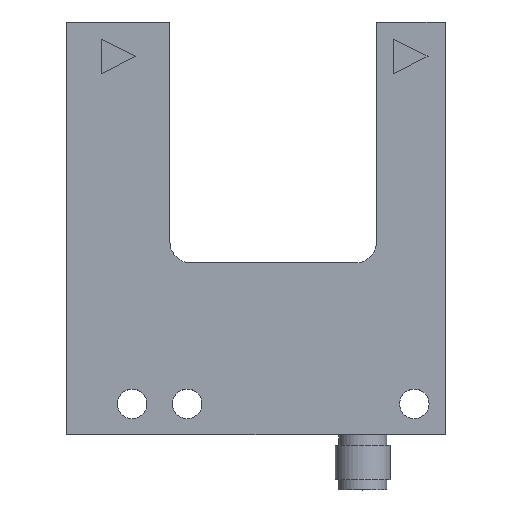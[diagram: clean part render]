
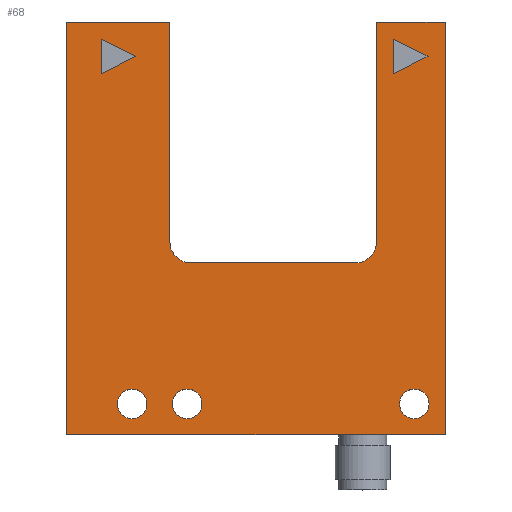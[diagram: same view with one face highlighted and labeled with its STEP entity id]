
A CAD part, top view. The second image highlights one B-rep face of the part: STEP entity #68.
In plain terms, the highlighted planar face has unit normal (0, 0, 1).
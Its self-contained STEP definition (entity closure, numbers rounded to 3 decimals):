
#68=ADVANCED_FACE('',(#172,#173,#174,#175,#176,#177),#178,.T.);
#172=FACE_BOUND('',#322,.T.);
#173=FACE_BOUND('',#323,.T.);
#174=FACE_BOUND('',#324,.T.);
#175=FACE_BOUND('',#325,.T.);
#176=FACE_BOUND('',#326,.T.);
#177=FACE_OUTER_BOUND('',#327,.T.);
#178=PLANE('',#328);
#322=EDGE_LOOP('',(#466,#467,#468));
#323=EDGE_LOOP('',(#469,#470,#471));
#324=EDGE_LOOP('',(#472,#473));
#325=EDGE_LOOP('',(#474,#475));
#326=EDGE_LOOP('',(#476,#477));
#327=EDGE_LOOP('',(#478,#479,#480,#481,#482,#483,#484,#485,#486,#487,#488,#489));
#328=AXIS2_PLACEMENT_3D('',#490,#491,#492);
#466=ORIENTED_EDGE('',*,*,#843,.T.);
#467=ORIENTED_EDGE('',*,*,#844,.T.);
#468=ORIENTED_EDGE('',*,*,#845,.T.);
#469=ORIENTED_EDGE('',*,*,#846,.T.);
#470=ORIENTED_EDGE('',*,*,#847,.T.);
#471=ORIENTED_EDGE('',*,*,#848,.T.);
#472=ORIENTED_EDGE('',*,*,#849,.T.);
#473=ORIENTED_EDGE('',*,*,#850,.T.);
#474=ORIENTED_EDGE('',*,*,#851,.T.);
#475=ORIENTED_EDGE('',*,*,#852,.T.);
#476=ORIENTED_EDGE('',*,*,#853,.T.);
#477=ORIENTED_EDGE('',*,*,#854,.T.);
#478=ORIENTED_EDGE('',*,*,#855,.F.);
#479=ORIENTED_EDGE('',*,*,#856,.F.);
#480=ORIENTED_EDGE('',*,*,#857,.F.);
#481=ORIENTED_EDGE('',*,*,#858,.F.);
#482=ORIENTED_EDGE('',*,*,#859,.F.);
#483=ORIENTED_EDGE('',*,*,#860,.F.);
#484=ORIENTED_EDGE('',*,*,#861,.F.);
#485=ORIENTED_EDGE('',*,*,#862,.F.);
#486=ORIENTED_EDGE('',*,*,#863,.F.);
#487=ORIENTED_EDGE('',*,*,#864,.F.);
#488=ORIENTED_EDGE('',*,*,#865,.F.);
#489=ORIENTED_EDGE('',*,*,#866,.F.);
#490=CARTESIAN_POINT('',(0.567,3.46,5.0));
#491=DIRECTION('',(0.0,0.0,1.0));
#492=DIRECTION('',(1.0,0.0,0.0));
#843=EDGE_CURVE('',#989,#990,#991,.T.);
#844=EDGE_CURVE('',#990,#992,#993,.T.);
#845=EDGE_CURVE('',#992,#989,#994,.T.);
#846=EDGE_CURVE('',#995,#996,#997,.T.);
#847=EDGE_CURVE('',#996,#998,#999,.T.);
#848=EDGE_CURVE('',#998,#995,#1000,.T.);
#849=EDGE_CURVE('',#1001,#1002,#1003,.T.);
#850=EDGE_CURVE('',#1002,#1001,#1004,.T.);
#851=EDGE_CURVE('',#1005,#1006,#1007,.T.);
#852=EDGE_CURVE('',#1006,#1005,#1008,.T.);
#853=EDGE_CURVE('',#1009,#1010,#1011,.T.);
#854=EDGE_CURVE('',#1010,#1009,#1012,.T.);
#855=EDGE_CURVE('',#1013,#1014,#1015,.T.);
#856=EDGE_CURVE('',#1016,#1013,#1017,.T.);
#857=EDGE_CURVE('',#1018,#1016,#1019,.T.);
#858=EDGE_CURVE('',#1020,#1018,#1021,.T.);
#859=EDGE_CURVE('',#1022,#1020,#1023,.T.);
#860=EDGE_CURVE('',#1024,#1022,#1025,.T.);
#861=EDGE_CURVE('',#1026,#1024,#1027,.T.);
#862=EDGE_CURVE('',#1028,#1026,#1029,.T.);
#863=EDGE_CURVE('',#1030,#1028,#1031,.T.);
#864=EDGE_CURVE('',#1032,#1030,#1033,.T.);
#865=EDGE_CURVE('',#1034,#1032,#1035,.T.);
#866=EDGE_CURVE('',#1014,#1034,#1036,.T.);
#989=VERTEX_POINT('',#1203);
#990=VERTEX_POINT('',#1204);
#991=LINE('',#1205,#1206);
#992=VERTEX_POINT('',#1207);
#993=LINE('',#1208,#1209);
#994=LINE('',#1210,#1211);
#995=VERTEX_POINT('',#1212);
#996=VERTEX_POINT('',#1213);
#997=LINE('',#1214,#1215);
#998=VERTEX_POINT('',#1216);
#999=LINE('',#1217,#1218);
#1000=LINE('',#1219,#1220);
#1001=VERTEX_POINT('',#1221);
#1002=VERTEX_POINT('',#1222);
#1003=CIRCLE('',#1223,2.15);
#1004=CIRCLE('',#1224,2.15);
#1005=VERTEX_POINT('',#1225);
#1006=VERTEX_POINT('',#1226);
#1007=CIRCLE('',#1227,2.15);
#1008=CIRCLE('',#1228,2.15);
#1009=VERTEX_POINT('',#1229);
#1010=VERTEX_POINT('',#1230);
#1011=CIRCLE('',#1231,2.15);
#1012=CIRCLE('',#1232,2.15);
#1013=VERTEX_POINT('',#1233);
#1014=VERTEX_POINT('',#1234);
#1015=LINE('',#1235,#1236);
#1016=VERTEX_POINT('',#1237);
#1017=LINE('',#1238,#1239);
#1018=VERTEX_POINT('',#1240);
#1019=LINE('',#1241,#1242);
#1020=VERTEX_POINT('',#1243);
#1021=LINE('',#1244,#1245);
#1022=VERTEX_POINT('',#1246);
#1023=LINE('',#1247,#1248);
#1024=VERTEX_POINT('',#1249);
#1025=CIRCLE('',#1250,3.0);
#1026=VERTEX_POINT('',#1251);
#1027=CIRCLE('',#1252,3.0);
#1028=VERTEX_POINT('',#1253);
#1029=LINE('',#1254,#1255);
#1030=VERTEX_POINT('',#1256);
#1031=CIRCLE('',#1257,3.0);
#1032=VERTEX_POINT('',#1258);
#1033=CIRCLE('',#1259,3.0);
#1034=VERTEX_POINT('',#1260);
#1035=LINE('',#1261,#1262);
#1036=LINE('',#1263,#1264);
#1203=CARTESIAN_POINT('',(25.0,29.0,5.0));
#1204=CARTESIAN_POINT('',(20.0,26.5,5.0));
#1205=CARTESIAN_POINT('',(10.119,21.559,5.0));
#1206=VECTOR('',#1478,1.0);
#1207=CARTESIAN_POINT('',(20.0,31.5,5.0));
#1208=CARTESIAN_POINT('',(20.0,14.98,5.0));
#1209=VECTOR('',#1479,1.0);
#1210=CARTESIAN_POINT('',(17.835,32.583,5.0));
#1211=VECTOR('',#1480,1.0);
#1212=CARTESIAN_POINT('',(-17.5,29.0,5.0));
#1213=CARTESIAN_POINT('',(-22.5,26.5,5.0));
#1214=CARTESIAN_POINT('',(-15.381,30.059,5.0));
#1215=VECTOR('',#1481,1.0);
#1216=CARTESIAN_POINT('',(-22.5,31.5,5.0));
#1217=CARTESIAN_POINT('',(-22.5,14.98,5.0));
#1218=VECTOR('',#1482,1.0);
#1219=CARTESIAN_POINT('',(-7.665,24.083,5.0));
#1220=VECTOR('',#1483,1.0);
#1221=CARTESIAN_POINT('',(25.15,-21.5,5.0));
#1222=CARTESIAN_POINT('',(20.85,-21.5,5.0));
#1223=AXIS2_PLACEMENT_3D('',#1484,#1485,#1486);
#1224=AXIS2_PLACEMENT_3D('',#1487,#1488,#1489);
#1225=CARTESIAN_POINT('',(-7.85,-21.5,5.0));
#1226=CARTESIAN_POINT('',(-12.15,-21.5,5.0));
#1227=AXIS2_PLACEMENT_3D('',#1490,#1491,#1492);
#1228=AXIS2_PLACEMENT_3D('',#1493,#1494,#1495);
#1229=CARTESIAN_POINT('',(-15.85,-21.5,5.0));
#1230=CARTESIAN_POINT('',(-20.15,-21.5,5.0));
#1231=AXIS2_PLACEMENT_3D('',#1496,#1497,#1498);
#1232=AXIS2_PLACEMENT_3D('',#1499,#1500,#1501);
#1233=CARTESIAN_POINT('',(-27.5,-26.0,5.0));
#1234=CARTESIAN_POINT('',(-27.5,34.0,5.0));
#1235=CARTESIAN_POINT('',(-27.5,-26.0,5.0));
#1236=VECTOR('',#1502,1.0);
#1237=CARTESIAN_POINT('',(27.5,-26.0,5.0));
#1238=CARTESIAN_POINT('',(27.5,-26.0,5.0));
#1239=VECTOR('',#1503,1.0);
#1240=CARTESIAN_POINT('',(27.5,34.0,5.0));
#1241=CARTESIAN_POINT('',(27.5,34.0,5.0));
#1242=VECTOR('',#1504,1.0);
#1243=CARTESIAN_POINT('',(17.5,34.0,5.0));
#1244=CARTESIAN_POINT('',(17.5,34.0,5.0));
#1245=VECTOR('',#1505,1.0);
#1246=CARTESIAN_POINT('',(17.5,2.0,5.0));
#1247=CARTESIAN_POINT('',(17.5,2.0,5.0));
#1248=VECTOR('',#1506,1.0);
#1249=CARTESIAN_POINT('',(16.621,-0.121,5.0));
#1250=AXIS2_PLACEMENT_3D('',#1507,#1508,#1509);
#1251=CARTESIAN_POINT('',(14.5,-1.,5.0));
#1252=AXIS2_PLACEMENT_3D('',#1510,#1511,#1512);
#1253=CARTESIAN_POINT('',(-9.5,-1.,5.0));
#1254=CARTESIAN_POINT('',(-9.5,-1.,5.0));
#1255=VECTOR('',#1513,1.0);
#1256=CARTESIAN_POINT('',(-11.621,-0.121,5.0));
#1257=AXIS2_PLACEMENT_3D('',#1514,#1515,#1516);
#1258=CARTESIAN_POINT('',(-12.5,2.0,5.0));
#1259=AXIS2_PLACEMENT_3D('',#1517,#1518,#1519);
#1260=CARTESIAN_POINT('',(-12.5,34.0,5.0));
#1261=CARTESIAN_POINT('',(-12.5,34.0,5.0));
#1262=VECTOR('',#1520,1.0);
#1263=CARTESIAN_POINT('',(-27.5,34.0,5.0));
#1264=VECTOR('',#1521,1.0);
#1478=DIRECTION('',(-0.894,-0.447,0.0));
#1479=DIRECTION('',(0.0,1.0,0.0));
#1480=DIRECTION('',(0.894,-0.447,0.0));
#1481=DIRECTION('',(-0.894,-0.447,0.0));
#1482=DIRECTION('',(0.0,1.0,0.0));
#1483=DIRECTION('',(0.894,-0.447,0.0));
#1484=CARTESIAN_POINT('',(23.0,-21.5,5.0));
#1485=DIRECTION('',(0.0,0.0,-1.0));
#1486=DIRECTION('',(1.0,0.0,0.0));
#1487=CARTESIAN_POINT('',(23.0,-21.5,5.0));
#1488=DIRECTION('',(0.0,0.0,-1.0));
#1489=DIRECTION('',(1.0,0.0,0.0));
#1490=CARTESIAN_POINT('',(-10.0,-21.5,5.0));
#1491=DIRECTION('',(0.0,0.0,-1.0));
#1492=DIRECTION('',(1.0,0.0,0.0));
#1493=CARTESIAN_POINT('',(-10.0,-21.5,5.0));
#1494=DIRECTION('',(0.0,0.0,-1.0));
#1495=DIRECTION('',(1.0,0.0,0.0));
#1496=CARTESIAN_POINT('',(-18.0,-21.5,5.0));
#1497=DIRECTION('',(0.0,0.0,-1.0));
#1498=DIRECTION('',(1.0,0.0,0.0));
#1499=CARTESIAN_POINT('',(-18.0,-21.5,5.0));
#1500=DIRECTION('',(0.0,0.0,-1.0));
#1501=DIRECTION('',(1.0,0.0,0.0));
#1502=DIRECTION('',(0.0,1.0,0.0));
#1503=DIRECTION('',(-1.0,0.0,0.0));
#1504=DIRECTION('',(0.0,-1.0,0.0));
#1505=DIRECTION('',(1.0,0.0,0.0));
#1506=DIRECTION('',(0.0,1.0,0.0));
#1507=CARTESIAN_POINT('',(14.5,2.0,5.0));
#1508=DIRECTION('',(0.0,0.0,1.0));
#1509=DIRECTION('',(0.707,-0.707,0.0));
#1510=CARTESIAN_POINT('',(14.5,2.0,5.0));
#1511=DIRECTION('',(0.0,0.0,1.0));
#1512=DIRECTION('',(0.707,-0.707,0.0));
#1513=DIRECTION('',(1.0,0.0,0.0));
#1514=CARTESIAN_POINT('',(-9.5,2.0,5.0));
#1515=DIRECTION('',(0.0,0.0,1.0));
#1516=DIRECTION('',(-0.707,-0.707,0.0));
#1517=CARTESIAN_POINT('',(-9.5,2.0,5.0));
#1518=DIRECTION('',(0.0,0.0,1.0));
#1519=DIRECTION('',(-0.707,-0.707,0.0));
#1520=DIRECTION('',(0.0,-1.0,0.0));
#1521=DIRECTION('',(1.0,0.0,0.0));
